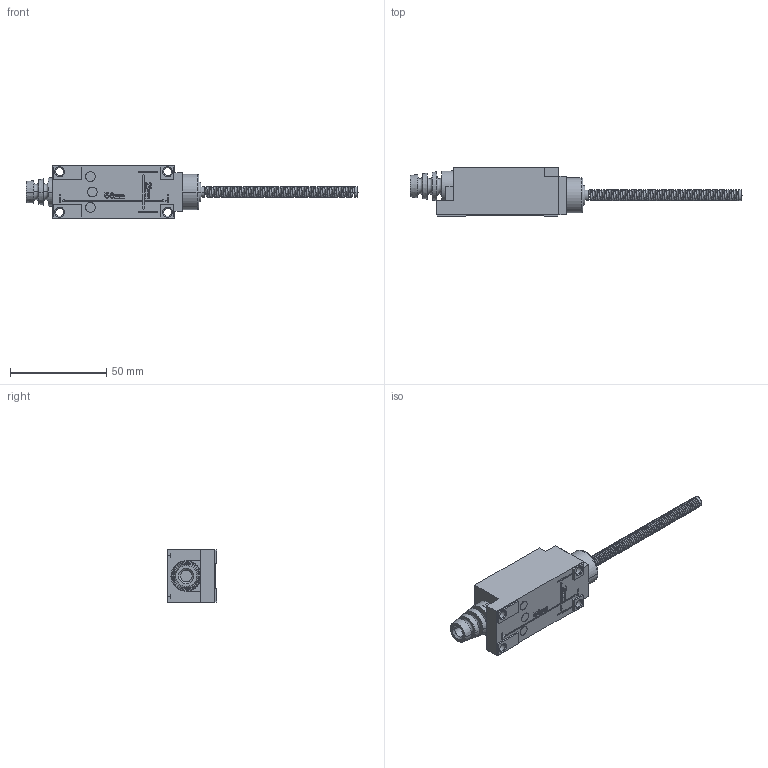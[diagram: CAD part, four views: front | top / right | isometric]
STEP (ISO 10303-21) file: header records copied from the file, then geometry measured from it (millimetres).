
FILE_DESCRIPTION((''),'2;1');
FILE_NAME('LA167-Z8-167','2023-10-10T',('Administrator'),('zyb.com'),'PRO/ENGINEER BY PARAMETRIC TECHNOLOGY CORPORATION, 2010280','PRO/ENGINEER BY PARAMETRIC TECHNOLOGY CORPORATION, 2010280','');
FILE_SCHEMA(('CONFIG_CONTROL_DESIGN'));
Length unit declared in the file: millimetre
Products named in the file (1): LA167-Z8-167
Bounding box: 172.2 x 25.8 x 28 mm (x, y, z)
Volume: 45687 mm3; surface area: 14685.2 mm2
Topology: 3 solids, 3 shells, 493 faces, 1310 edges, 857 vertices
Faces by surface type: plane 397, cylinder 35, bspline 32, cone 17, torus 10, sphere 2
Entity records: 26638 total; most frequent: CARTESIAN_POINT 14449, ORIENTED_EDGE 2616, DIRECTION 2288, EDGE_CURVE 1308, VECTOR 1116, LINE 1116, VERTEX_POINT 857, AXIS2_PLACEMENT_3D 586
